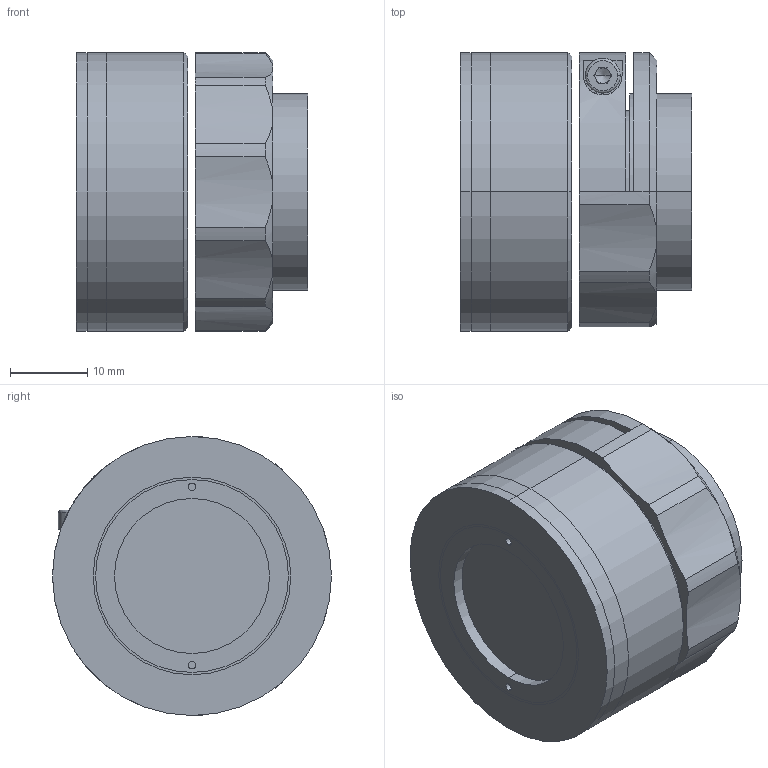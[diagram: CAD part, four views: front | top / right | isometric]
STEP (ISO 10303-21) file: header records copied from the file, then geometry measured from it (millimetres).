
FILE_DESCRIPTION (( 'STEP AP203' ), '1' );
FILE_NAME ('XF-MH02X149.STEP', '2020-04-10T08:10:47', ( 'puyufan' ), ( '' ), 'SwSTEP 2.0', 'SolidWorks 2014', '' );
FILE_SCHEMA (( 'CONFIG_CONTROL_DESIGN' ));
Length unit declared in the file: millimetre
Products named in the file (1): XF-MH02X149
Bounding box: 29.9 x 36 x 36 mm (x, y, z)
Surface area: 9913.1 mm2 (no closed solid volume)
Topology: 0 solids, 11 shells, 95 faces, 258 edges, 174 vertices
Faces by surface type: cylinder 39, plane 39, cone 13, sphere 2, torus 2
Entity records: 3168 total; most frequent: CARTESIAN_POINT 619, DIRECTION 577, ORIENTED_EDGE 436, EDGE_CURVE 256, AXIS2_PLACEMENT_3D 236, VERTEX_POINT 174, CIRCLE 140, EDGE_LOOP 114
